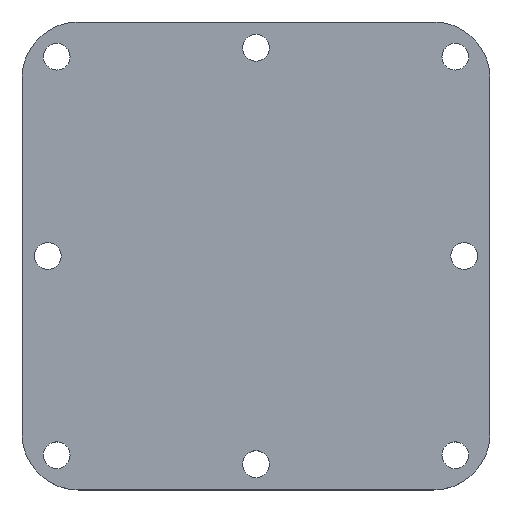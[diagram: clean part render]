
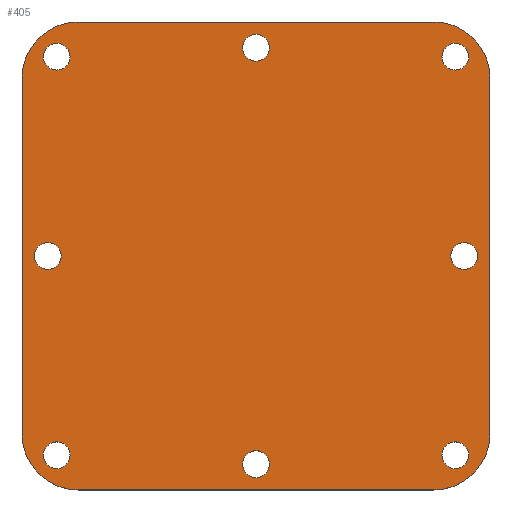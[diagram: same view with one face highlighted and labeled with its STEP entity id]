
A CAD part, top view. The second image highlights one B-rep face of the part: STEP entity #405.
In plain terms, the highlighted planar face has unit normal (0, 0, 1).
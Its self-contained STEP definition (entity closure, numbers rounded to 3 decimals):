
#15=FACE_BOUND('',#72,.T.);
#16=FACE_BOUND('',#73,.T.);
#17=FACE_BOUND('',#74,.T.);
#18=FACE_BOUND('',#75,.T.);
#19=FACE_BOUND('',#76,.T.);
#20=FACE_BOUND('',#77,.T.);
#21=FACE_BOUND('',#78,.T.);
#22=FACE_BOUND('',#79,.T.);
#35=PLANE('',#475);
#53=FACE_OUTER_BOUND('',#71,.T.);
#71=EDGE_LOOP('',(#337,#338,#339,#340,#341,#342,#343,#344));
#72=EDGE_LOOP('',(#345,#346));
#73=EDGE_LOOP('',(#347,#348));
#74=EDGE_LOOP('',(#349,#350));
#75=EDGE_LOOP('',(#351,#352));
#76=EDGE_LOOP('',(#353,#354));
#77=EDGE_LOOP('',(#355,#356));
#78=EDGE_LOOP('',(#357,#358));
#79=EDGE_LOOP('',(#359,#360));
#99=LINE('',#675,#123);
#103=LINE('',#687,#127);
#107=LINE('',#699,#131);
#111=LINE('',#711,#135);
#123=VECTOR('',#555,10.);
#127=VECTOR('',#567,10.);
#131=VECTOR('',#579,10.);
#135=VECTOR('',#591,10.);
#137=CIRCLE('',#428,1.3);
#138=CIRCLE('',#429,1.3);
#140=CIRCLE('',#432,1.3);
#141=CIRCLE('',#433,1.3);
#143=CIRCLE('',#436,1.3);
#144=CIRCLE('',#437,1.3);
#146=CIRCLE('',#440,1.3);
#147=CIRCLE('',#441,1.3);
#149=CIRCLE('',#444,1.3);
#150=CIRCLE('',#445,1.3);
#152=CIRCLE('',#448,1.3);
#153=CIRCLE('',#449,1.3);
#155=CIRCLE('',#452,1.3);
#156=CIRCLE('',#453,1.3);
#158=CIRCLE('',#456,1.3);
#159=CIRCLE('',#457,1.3);
#162=CIRCLE('',#462,5.45);
#164=CIRCLE('',#466,5.45);
#166=CIRCLE('',#470,5.45);
#168=CIRCLE('',#474,5.45);
#169=VERTEX_POINT('',#605);
#170=VERTEX_POINT('',#606);
#172=VERTEX_POINT('',#613);
#173=VERTEX_POINT('',#614);
#175=VERTEX_POINT('',#621);
#176=VERTEX_POINT('',#622);
#178=VERTEX_POINT('',#629);
#179=VERTEX_POINT('',#630);
#181=VERTEX_POINT('',#637);
#182=VERTEX_POINT('',#638);
#184=VERTEX_POINT('',#645);
#185=VERTEX_POINT('',#646);
#187=VERTEX_POINT('',#653);
#188=VERTEX_POINT('',#654);
#190=VERTEX_POINT('',#661);
#191=VERTEX_POINT('',#662);
#195=VERTEX_POINT('',#672);
#196=VERTEX_POINT('',#674);
#198=VERTEX_POINT('',#680);
#200=VERTEX_POINT('',#686);
#202=VERTEX_POINT('',#692);
#204=VERTEX_POINT('',#698);
#206=VERTEX_POINT('',#704);
#208=VERTEX_POINT('',#710);
#209=EDGE_CURVE('',#169,#170,#137,.T.);
#210=EDGE_CURVE('',#170,#169,#138,.T.);
#213=EDGE_CURVE('',#172,#173,#140,.T.);
#214=EDGE_CURVE('',#173,#172,#141,.T.);
#217=EDGE_CURVE('',#175,#176,#143,.T.);
#218=EDGE_CURVE('',#176,#175,#144,.T.);
#221=EDGE_CURVE('',#178,#179,#146,.T.);
#222=EDGE_CURVE('',#179,#178,#147,.T.);
#225=EDGE_CURVE('',#181,#182,#149,.T.);
#226=EDGE_CURVE('',#182,#181,#150,.T.);
#229=EDGE_CURVE('',#184,#185,#152,.T.);
#230=EDGE_CURVE('',#185,#184,#153,.T.);
#233=EDGE_CURVE('',#187,#188,#155,.T.);
#234=EDGE_CURVE('',#188,#187,#156,.T.);
#237=EDGE_CURVE('',#190,#191,#158,.T.);
#238=EDGE_CURVE('',#191,#190,#159,.T.);
#243=EDGE_CURVE('',#196,#195,#99,.T.);
#246=EDGE_CURVE('',#198,#196,#162,.T.);
#249=EDGE_CURVE('',#200,#198,#103,.T.);
#252=EDGE_CURVE('',#202,#200,#164,.T.);
#255=EDGE_CURVE('',#204,#202,#107,.T.);
#258=EDGE_CURVE('',#206,#204,#166,.T.);
#261=EDGE_CURVE('',#208,#206,#111,.T.);
#264=EDGE_CURVE('',#195,#208,#168,.T.);
#337=ORIENTED_EDGE('',*,*,#264,.T.);
#338=ORIENTED_EDGE('',*,*,#261,.T.);
#339=ORIENTED_EDGE('',*,*,#258,.T.);
#340=ORIENTED_EDGE('',*,*,#255,.T.);
#341=ORIENTED_EDGE('',*,*,#252,.T.);
#342=ORIENTED_EDGE('',*,*,#249,.T.);
#343=ORIENTED_EDGE('',*,*,#246,.T.);
#344=ORIENTED_EDGE('',*,*,#243,.T.);
#345=ORIENTED_EDGE('',*,*,#209,.T.);
#346=ORIENTED_EDGE('',*,*,#210,.T.);
#347=ORIENTED_EDGE('',*,*,#213,.T.);
#348=ORIENTED_EDGE('',*,*,#214,.T.);
#349=ORIENTED_EDGE('',*,*,#217,.T.);
#350=ORIENTED_EDGE('',*,*,#218,.T.);
#351=ORIENTED_EDGE('',*,*,#221,.T.);
#352=ORIENTED_EDGE('',*,*,#222,.T.);
#353=ORIENTED_EDGE('',*,*,#225,.T.);
#354=ORIENTED_EDGE('',*,*,#226,.T.);
#355=ORIENTED_EDGE('',*,*,#229,.T.);
#356=ORIENTED_EDGE('',*,*,#230,.T.);
#357=ORIENTED_EDGE('',*,*,#233,.T.);
#358=ORIENTED_EDGE('',*,*,#234,.T.);
#359=ORIENTED_EDGE('',*,*,#237,.T.);
#360=ORIENTED_EDGE('',*,*,#238,.T.);
#405=ADVANCED_FACE('',(#53,#15,#16,#17,#18,#19,#20,#21,#22),#35,.T.);
#428=AXIS2_PLACEMENT_3D('',#607,#481,#482);
#429=AXIS2_PLACEMENT_3D('',#608,#483,#484);
#432=AXIS2_PLACEMENT_3D('',#615,#490,#491);
#433=AXIS2_PLACEMENT_3D('',#616,#492,#493);
#436=AXIS2_PLACEMENT_3D('',#623,#499,#500);
#437=AXIS2_PLACEMENT_3D('',#624,#501,#502);
#440=AXIS2_PLACEMENT_3D('',#631,#508,#509);
#441=AXIS2_PLACEMENT_3D('',#632,#510,#511);
#444=AXIS2_PLACEMENT_3D('',#639,#517,#518);
#445=AXIS2_PLACEMENT_3D('',#640,#519,#520);
#448=AXIS2_PLACEMENT_3D('',#647,#526,#527);
#449=AXIS2_PLACEMENT_3D('',#648,#528,#529);
#452=AXIS2_PLACEMENT_3D('',#655,#535,#536);
#453=AXIS2_PLACEMENT_3D('',#656,#537,#538);
#456=AXIS2_PLACEMENT_3D('',#663,#544,#545);
#457=AXIS2_PLACEMENT_3D('',#664,#546,#547);
#462=AXIS2_PLACEMENT_3D('',#681,#561,#562);
#466=AXIS2_PLACEMENT_3D('',#693,#573,#574);
#470=AXIS2_PLACEMENT_3D('',#705,#585,#586);
#474=AXIS2_PLACEMENT_3D('',#715,#597,#598);
#475=AXIS2_PLACEMENT_3D('',#716,#599,#600);
#481=DIRECTION('center_axis',(0.,0.,-1.));
#482=DIRECTION('ref_axis',(1.,0.,0.));
#483=DIRECTION('center_axis',(0.,0.,-1.));
#484=DIRECTION('ref_axis',(1.,0.,0.));
#490=DIRECTION('center_axis',(0.,0.,-1.));
#491=DIRECTION('ref_axis',(1.,0.,0.));
#492=DIRECTION('center_axis',(0.,0.,-1.));
#493=DIRECTION('ref_axis',(1.,0.,0.));
#499=DIRECTION('center_axis',(0.,0.,-1.));
#500=DIRECTION('ref_axis',(1.,0.,0.));
#501=DIRECTION('center_axis',(0.,0.,-1.));
#502=DIRECTION('ref_axis',(1.,0.,0.));
#508=DIRECTION('center_axis',(0.,0.,-1.));
#509=DIRECTION('ref_axis',(1.,0.,0.));
#510=DIRECTION('center_axis',(0.,0.,-1.));
#511=DIRECTION('ref_axis',(1.,0.,0.));
#517=DIRECTION('center_axis',(0.,0.,-1.));
#518=DIRECTION('ref_axis',(1.,0.,0.));
#519=DIRECTION('center_axis',(0.,0.,-1.));
#520=DIRECTION('ref_axis',(1.,0.,0.));
#526=DIRECTION('center_axis',(0.,0.,-1.));
#527=DIRECTION('ref_axis',(1.,0.,0.));
#528=DIRECTION('center_axis',(0.,0.,-1.));
#529=DIRECTION('ref_axis',(1.,0.,0.));
#535=DIRECTION('center_axis',(0.,0.,-1.));
#536=DIRECTION('ref_axis',(1.,0.,0.));
#537=DIRECTION('center_axis',(0.,0.,-1.));
#538=DIRECTION('ref_axis',(1.,0.,0.));
#544=DIRECTION('center_axis',(0.,0.,-1.));
#545=DIRECTION('ref_axis',(1.,0.,0.));
#546=DIRECTION('center_axis',(0.,0.,-1.));
#547=DIRECTION('ref_axis',(1.,0.,0.));
#555=DIRECTION('',(0.,1.,0.));
#561=DIRECTION('center_axis',(0.,0.,1.));
#562=DIRECTION('ref_axis',(0.,-1.,0.));
#567=DIRECTION('',(1.,0.,0.));
#573=DIRECTION('center_axis',(0.,0.,1.));
#574=DIRECTION('ref_axis',(-1.,0.,0.));
#579=DIRECTION('',(0.,-1.,0.));
#585=DIRECTION('center_axis',(0.,0.,1.));
#586=DIRECTION('ref_axis',(0.,1.,0.));
#591=DIRECTION('',(-1.,0.,0.));
#597=DIRECTION('center_axis',(0.,0.,1.));
#598=DIRECTION('ref_axis',(1.,0.,0.));
#599=DIRECTION('center_axis',(0.,0.,1.));
#600=DIRECTION('ref_axis',(1.,0.,0.));
#605=CARTESIAN_POINT('',(-18.9,0.,8.21));
#606=CARTESIAN_POINT('',(-21.5,0.,8.21));
#607=CARTESIAN_POINT('Origin',(-20.2,0.,8.21));
#608=CARTESIAN_POINT('Origin',(-20.2,0.,8.21));
#613=CARTESIAN_POINT('',(20.636,19.336,8.21));
#614=CARTESIAN_POINT('',(18.036,19.336,8.21));
#615=CARTESIAN_POINT('Origin',(19.336,19.336,8.21));
#616=CARTESIAN_POINT('Origin',(19.336,19.336,8.21));
#621=CARTESIAN_POINT('',(20.636,-19.336,8.21));
#622=CARTESIAN_POINT('',(18.036,-19.336,8.21));
#623=CARTESIAN_POINT('Origin',(19.336,-19.336,8.21));
#624=CARTESIAN_POINT('Origin',(19.336,-19.336,8.21));
#629=CARTESIAN_POINT('',(-18.036,-19.336,8.21));
#630=CARTESIAN_POINT('',(-20.636,-19.336,8.21));
#631=CARTESIAN_POINT('Origin',(-19.336,-19.336,8.21));
#632=CARTESIAN_POINT('Origin',(-19.336,-19.336,8.21));
#637=CARTESIAN_POINT('',(1.3,-20.2,8.21));
#638=CARTESIAN_POINT('',(-1.3,-20.2,8.21));
#639=CARTESIAN_POINT('Origin',(0.,-20.2,
8.21));
#640=CARTESIAN_POINT('Origin',(0.,-20.2,
8.21));
#645=CARTESIAN_POINT('',(21.5,0.,8.21));
#646=CARTESIAN_POINT('',(18.9,0.,8.21));
#647=CARTESIAN_POINT('Origin',(20.2,0.,8.21));
#648=CARTESIAN_POINT('Origin',(20.2,0.,8.21));
#653=CARTESIAN_POINT('',(1.3,20.2,8.21));
#654=CARTESIAN_POINT('',(-1.3,20.2,8.21));
#655=CARTESIAN_POINT('Origin',(0.,20.2,8.21));
#656=CARTESIAN_POINT('Origin',(0.,20.2,8.21));
#661=CARTESIAN_POINT('',(-18.036,19.336,8.21));
#662=CARTESIAN_POINT('',(-20.636,19.336,8.21));
#663=CARTESIAN_POINT('Origin',(-19.336,19.336,8.21));
#664=CARTESIAN_POINT('Origin',(-19.336,19.336,8.21));
#672=CARTESIAN_POINT('',(22.7,17.25,8.21));
#674=CARTESIAN_POINT('',(22.7,-17.25,8.21));
#675=CARTESIAN_POINT('',(22.7,-17.25,8.21));
#680=CARTESIAN_POINT('',(17.25,-22.7,8.21));
#681=CARTESIAN_POINT('Origin',(17.25,-17.25,8.21));
#686=CARTESIAN_POINT('',(-17.25,-22.7,8.21));
#687=CARTESIAN_POINT('',(-17.25,-22.7,8.21));
#692=CARTESIAN_POINT('',(-22.7,-17.25,8.21));
#693=CARTESIAN_POINT('Origin',(-17.25,-17.25,8.21));
#698=CARTESIAN_POINT('',(-22.7,17.25,8.21));
#699=CARTESIAN_POINT('',(-22.7,17.25,8.21));
#704=CARTESIAN_POINT('',(-17.25,22.7,8.21));
#705=CARTESIAN_POINT('Origin',(-17.25,17.25,8.21));
#710=CARTESIAN_POINT('',(17.25,22.7,8.21));
#711=CARTESIAN_POINT('',(17.25,22.7,8.21));
#715=CARTESIAN_POINT('Origin',(17.25,17.25,8.21));
#716=CARTESIAN_POINT('Origin',(0.,0.,
8.21));
